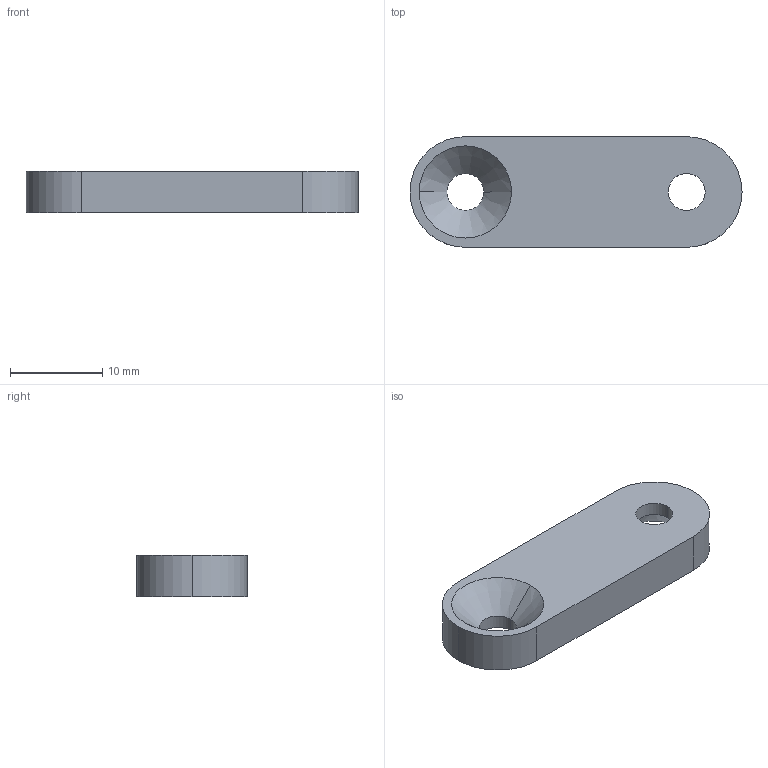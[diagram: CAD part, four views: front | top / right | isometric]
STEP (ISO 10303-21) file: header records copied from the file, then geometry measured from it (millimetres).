
FILE_DESCRIPTION (( 'STEP AP214' ), '1' );
FILE_NAME ('OA-Y30-P06-00.STEP', '2018-10-01T18:13:06', ( '' ), ( '' ), 'SwSTEP 2.0', 'SolidWorks 2014', '' );
FILE_SCHEMA (( 'AUTOMOTIVE_DESIGN' ));
Length unit declared in the file: millimetre
Products named in the file (1): OA-Y30-P06-00
Bounding box: 36 x 12 x 4.5 mm (x, y, z)
Volume: 1522.2 mm3; surface area: 1229.9 mm2
Topology: 1 solids, 1 shells, 15 faces, 35 edges, 22 vertices
Faces by surface type: cylinder 7, cone 4, plane 4
Entity records: 477 total; most frequent: DIRECTION 85, CARTESIAN_POINT 73, ORIENTED_EDGE 70, EDGE_CURVE 35, AXIS2_PLACEMENT_3D 34, VERTEX_POINT 22, EDGE_LOOP 19, CIRCLE 18
